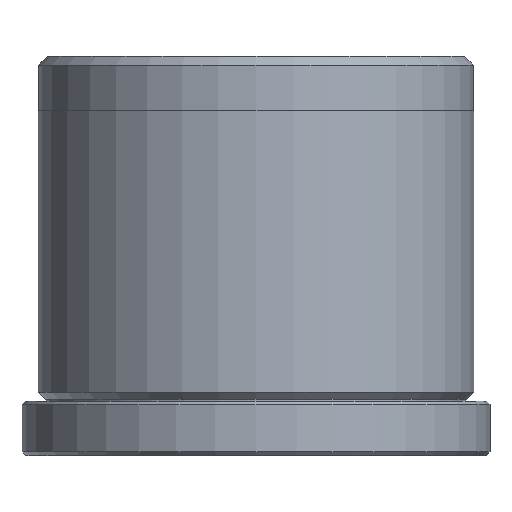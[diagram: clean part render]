
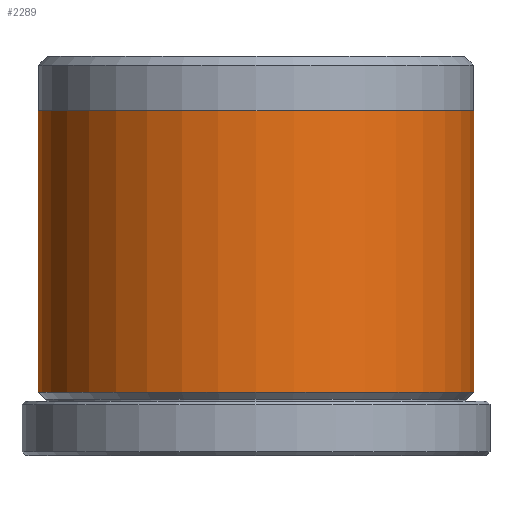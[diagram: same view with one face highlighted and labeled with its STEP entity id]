
A CAD part, front view. The second image highlights one B-rep face of the part: STEP entity #2289.
In plain terms, the highlighted cylindrical face has radius 12 mm (diameter 24 mm), a partial arc.
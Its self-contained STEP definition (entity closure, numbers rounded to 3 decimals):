
#30 = CIRCLE ( 'NONE', #284, 12. ) ;
#64 = AXIS2_PLACEMENT_3D ( 'NONE', #2267, #505, #2089 ) ;
#284 = AXIS2_PLACEMENT_3D ( 'NONE', #1993, #796, #1531 ) ;
#390 = DIRECTION ( 'NONE',  ( 0., 0., 1. ) ) ;
#505 = DIRECTION ( 'NONE',  ( 0., 0., -1. ) ) ;
#548 = VERTEX_POINT ( 'NONE', #928 ) ;
#689 = CIRCLE ( 'NONE', #1333, 12. ) ;
#742 = CARTESIAN_POINT ( 'NONE',  ( -12., 0., 19. ) ) ;
#796 = DIRECTION ( 'NONE',  ( 0., 0., -1. ) ) ;
#838 = EDGE_CURVE ( 'NONE', #1422, #1936, #689, .T. ) ;
#897 = ORIENTED_EDGE ( 'NONE', *, *, #2283, .T. ) ;
#928 = CARTESIAN_POINT ( 'NONE',  ( -12., 0., 3.5 ) ) ;
#957 = DIRECTION ( 'NONE',  ( 0., 0., -1. ) ) ;
#1273 = VECTOR ( 'NONE', #1746, 1000. ) ;
#1297 = CARTESIAN_POINT ( 'NONE',  ( 0., 0., 19. ) ) ;
#1298 = CARTESIAN_POINT ( 'NONE',  ( 12., 0., 22. ) ) ;
#1333 = AXIS2_PLACEMENT_3D ( 'NONE', #1297, #390, #1815 ) ;
#1359 = EDGE_CURVE ( 'NONE', #1609, #548, #30, .T. ) ;
#1422 = VERTEX_POINT ( 'NONE', #742 ) ;
#1487 = EDGE_CURVE ( 'NONE', #1936, #1609, #2160, .T. ) ;
#1531 = DIRECTION ( 'NONE',  ( -1., 0., 0. ) ) ;
#1574 = CARTESIAN_POINT ( 'NONE',  ( -12., 0., 22. ) ) ;
#1609 = VERTEX_POINT ( 'NONE', #1669 ) ;
#1630 = ORIENTED_EDGE ( 'NONE', *, *, #838, .F. ) ;
#1647 = CARTESIAN_POINT ( 'NONE',  ( 12., 0., 19. ) ) ;
#1669 = CARTESIAN_POINT ( 'NONE',  ( 12., 0., 3.5 ) ) ;
#1704 = VECTOR ( 'NONE', #957, 1000. ) ;
#1730 = FACE_OUTER_BOUND ( 'NONE', #1949, .T. ) ;
#1746 = DIRECTION ( 'NONE',  ( 0., 0., -1. ) ) ;
#1787 = LINE ( 'NONE', #1574, #1273 ) ;
#1815 = DIRECTION ( 'NONE',  ( 1., 0., 0. ) ) ;
#1839 = ORIENTED_EDGE ( 'NONE', *, *, #1487, .F. ) ;
#1936 = VERTEX_POINT ( 'NONE', #1647 ) ;
#1949 = EDGE_LOOP ( 'NONE', ( #1839, #1630, #897, #2227 ) ) ;
#1993 = CARTESIAN_POINT ( 'NONE',  ( 0., 0., 3.5 ) ) ;
#2063 = CYLINDRICAL_SURFACE ( 'NONE', #64, 12. ) ;
#2089 = DIRECTION ( 'NONE',  ( -1., 0., 0. ) ) ;
#2160 = LINE ( 'NONE', #1298, #1704 ) ;
#2227 = ORIENTED_EDGE ( 'NONE', *, *, #1359, .F. ) ;
#2267 = CARTESIAN_POINT ( 'NONE',  ( 0., 0., 22. ) ) ;
#2283 = EDGE_CURVE ( 'NONE', #1422, #548, #1787, .T. ) ;
#2289 = ADVANCED_FACE ( 'NONE', ( #1730 ), #2063, .T. ) ;
